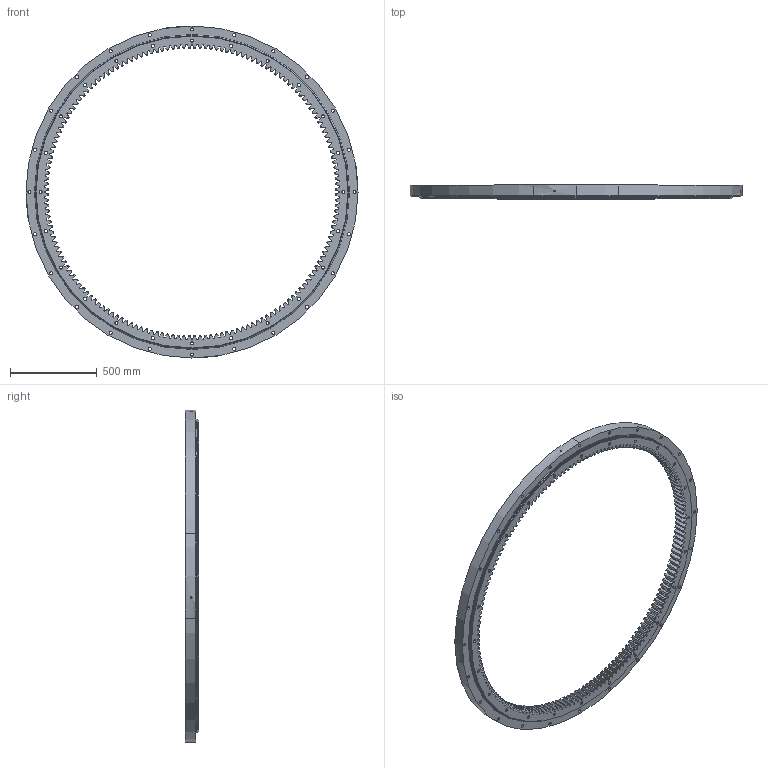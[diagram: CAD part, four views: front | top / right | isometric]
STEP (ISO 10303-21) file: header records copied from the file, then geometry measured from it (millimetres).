
FILE_DESCRIPTION (( 'STEP AP203' ), '1' );
FILE_NAME ('02-1805-02.STEP', '2017-12-26T13:50:20', ( 'defontaine' ), ( 'Hewlett-Packard Company' ), 'SwSTEP 2.0', 'SolidWorks 2016', '' );
FILE_SCHEMA (( 'CONFIG_CONTROL_DESIGN' ));
Length unit declared in the file: millimetre
Products named in the file (1): 02-1805-02
Bounding box: 1916 x 78 x 1916 mm (x, y, z)
Volume: 37981460.8 mm3; surface area: 3884952.9 mm2
Topology: 5 solids, 5 shells, 1170 faces, 3454 edges, 2297 vertices
Faces by surface type: cylinder 457, plane 349, cone 344, torus 18, sphere 2
Entity records: 40876 total; most frequent: CARTESIAN_POINT 9460, ORIENTED_EDGE 6898, DIRECTION 6391, EDGE_CURVE 3449, AXIS2_PLACEMENT_3D 2459, VERTEX_POINT 2294, VECTOR 1473, LINE 1473
